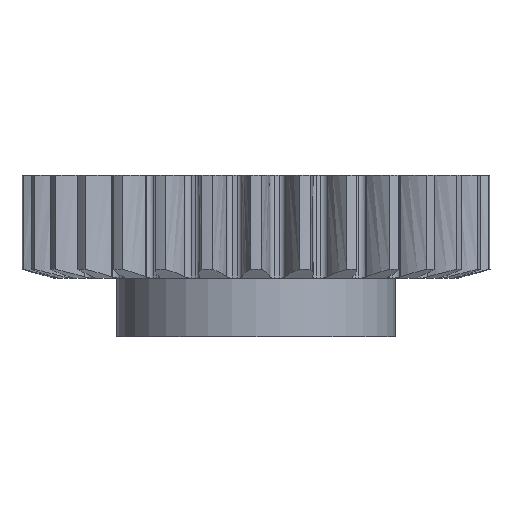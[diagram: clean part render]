
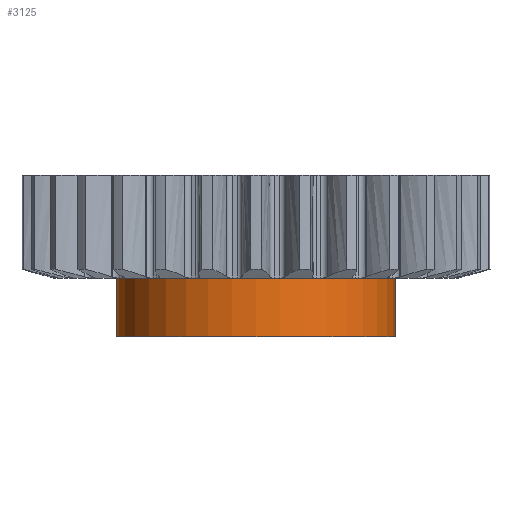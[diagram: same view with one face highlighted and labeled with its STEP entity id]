
A CAD part, front view. The second image highlights one B-rep face of the part: STEP entity #3125.
In plain terms, the highlighted cylindrical face has radius 4.75 mm (diameter 9.5 mm), a partial arc.
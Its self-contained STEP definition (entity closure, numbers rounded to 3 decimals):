
#176 = VERTEX_POINT ( 'NONE', #10433 ) ;
#186 = VERTEX_POINT ( 'NONE', #10441 ) ;
#188 = VERTEX_POINT ( 'NONE', #10443 ) ;
#189 = VERTEX_POINT ( 'NONE', #10444 ) ;
#374 = EDGE_CURVE ( 'NONE', #176, #188, #3618, .T. ) ;
#376 = EDGE_CURVE ( 'NONE', #186, #189, #3623, .T. ) ;
#444 = EDGE_CURVE ( 'NONE', #189, #188, #3710, .T. ) ;
#760 = EDGE_LOOP ( 'NONE', ( #3344, #3345, #3346, #3347 ) ) ;
#2739 = EDGE_CURVE ( 'NONE', #186, #176, #7754, .T. ) ;
#3125 = ADVANCED_FACE ( 'NONE', ( #7852 ), #7916, .T. ) ;
#3344 = ORIENTED_EDGE ( 'NONE', *, *, #374, .F. ) ;
#3345 = ORIENTED_EDGE ( 'NONE', *, *, #2739, .F. ) ;
#3346 = ORIENTED_EDGE ( 'NONE', *, *, #376, .T. ) ;
#3347 = ORIENTED_EDGE ( 'NONE', *, *, #444, .T. ) ;
#3618 = LINE ( 'NONE', #3926, #3622 ) ;
#3622 = VECTOR ( 'NONE', #3924, 1000. ) ;
#3623 = LINE ( 'NONE', #3930, #3625 ) ;
#3625 = VECTOR ( 'NONE', #3925, 1000. ) ;
#3710 = CIRCLE ( 'NONE', #4247, 4.75 ) ;
#3924 = DIRECTION ( 'NONE',  ( 0., 0., 1. ) ) ;
#3925 = DIRECTION ( 'NONE',  ( 0., 0., 1. ) ) ;
#3926 = CARTESIAN_POINT ( 'NONE',  ( -1099.048, 13.97, -2. ) ) ;
#3930 = CARTESIAN_POINT ( 'NONE',  ( -1089.548, 13.97, -2. ) ) ;
#4118 = CARTESIAN_POINT ( 'NONE',  ( -1094.298, 13.97, 0. ) ) ;
#4119 = DIRECTION ( 'NONE',  ( 0., 0., -1. ) ) ;
#4120 = DIRECTION ( 'NONE',  ( 1., 0., 0. ) ) ;
#4247 = AXIS2_PLACEMENT_3D ( 'NONE', #4118, #4119, #4120 ) ;
#7754 = CIRCLE ( 'NONE', #8697, 4.75 ) ;
#7852 = FACE_OUTER_BOUND ( 'NONE', #760, .T. ) ;
#7916 = CYLINDRICAL_SURFACE ( 'NONE', #8761, 4.75 ) ;
#8582 = CARTESIAN_POINT ( 'NONE',  ( -1094.298, 13.97, -2. ) ) ;
#8583 = DIRECTION ( 'NONE',  ( 0., 0., -1. ) ) ;
#8584 = DIRECTION ( 'NONE',  ( -1., 0., 0. ) ) ;
#8697 = AXIS2_PLACEMENT_3D ( 'NONE', #8582, #8583, #8584 ) ;
#8761 = AXIS2_PLACEMENT_3D ( 'NONE', #9094, #9090, #9092 ) ;
#9090 = DIRECTION ( 'NONE',  ( 0., 0., 1. ) ) ;
#9092 = DIRECTION ( 'NONE',  ( 1., 0., 0. ) ) ;
#9094 = CARTESIAN_POINT ( 'NONE',  ( -1094.298, 13.97, -2. ) ) ;
#10433 = CARTESIAN_POINT ( 'NONE',  ( -1099.048, 13.97, -2. ) ) ;
#10441 = CARTESIAN_POINT ( 'NONE',  ( -1089.548, 13.97, -2. ) ) ;
#10443 = CARTESIAN_POINT ( 'NONE',  ( -1099.048, 13.97, 0. ) ) ;
#10444 = CARTESIAN_POINT ( 'NONE',  ( -1089.548, 13.97, 0. ) ) ;
